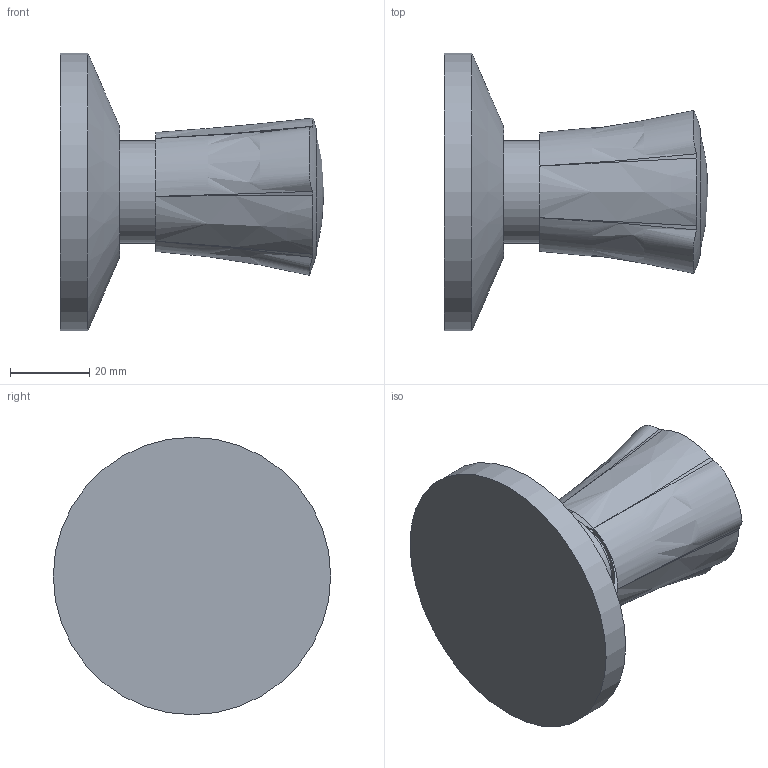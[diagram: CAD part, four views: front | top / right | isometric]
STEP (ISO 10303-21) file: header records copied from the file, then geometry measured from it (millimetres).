
FILE_DESCRIPTION(/* description */ ('Unknown'),/* implementation_level */ '2;1');
FILE_NAME(/* name */ '1985401',/* time_stamp */ '2022-09-01T05:23:04+02:00',/* author */ ('Unknown'),/* organization */ ('GROHE AG'),/* preprocessor_version */ 'ST-DEVELOPER v16.7',/* originating_system */ 'DEX',/* authorisation */ $);
FILE_SCHEMA (('AUTOMOTIVE_DESIGN {1 0 10303 214 3 1 1}'));
Length unit declared in the file: millimetre
Products named in the file (2): 1985401; id11
Assembly tree (1 placements, depth 2):
  1985401
    id11
Bounding box: 66.56 x 70 x 70 mm (x, y, z)
Volume: 43967.3 mm3; surface area: 16995 mm2
Topology: 1 solids, 5 shells, 30 faces, 95 edges, 68 vertices
Faces by surface type: bspline 14, plane 7, cylinder 4, torus 2, cone 2, sphere 1
Full cylindrical faces by diameter (mm): 25.8 x1, 70 x1
Entity records: 1852 total; most frequent: CARTESIAN_POINT 1142, ORIENTED_EDGE 129, DIRECTION 88, EDGE_CURVE 82, VERTEX_POINT 62, B_SPLINE_CURVE_WITH_KNOTS 48, EDGE_LOOP 37, FACE_BOUND 37
